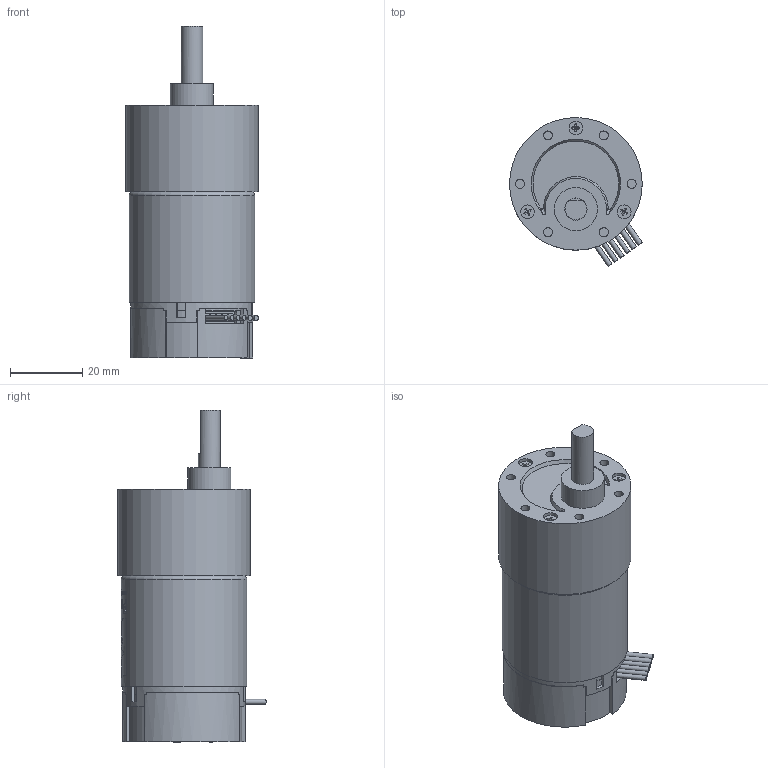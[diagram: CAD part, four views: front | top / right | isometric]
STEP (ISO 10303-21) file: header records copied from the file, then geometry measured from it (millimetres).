
FILE_DESCRIPTION(/* description */ (''),/* implementation_level */ '2;1');
FILE_NAME(/* name */ 'Lab Motor.step',/* time_stamp */ '2018-09-09T16:44:06-04:00',/* author */ ('Xaveagle'),/* organization */ (''),/* preprocessor_version */ 'ST-DEVELOPER v17.2',/* originating_system */ 'Autodesk Translation Framework v7.6.0.251',/* authorisation */ '');
FILE_SCHEMA (('AUTOMOTIVE_DESIGN { 1 0 10303 214 3 1 1 }'));
Length unit declared in the file: millimetre
Products named in the file (1): 37d-gearmotor-50-70-encoder
Bounding box: 36.88 x 41.23 x 92.1 mm (x, y, z)
Volume: 60567.7 mm3; surface area: 17915.7 mm2
Topology: 1 solids, 1 shells, 603 faces, 1581 edges, 1036 vertices
Faces by surface type: plane 387, bspline 124, cylinder 89, cone 2, torus 1
Full cylindrical faces by diameter (mm): 1.3 x4, 1.5 x2, 1.9 x2, 2.5 x6, 3.5 x6, 3.8 x3, 5.5 x2, 6 x1, 6.2 x1, 7.8 x1, 8 x1, 10 x1, 12 x1, 18 x1, 26.8 x1, 29 x1, 33.4 x1, 34 x1, 34.8 x1, 36.8 x1
Entity records: 32466 total; most frequent: CARTESIAN_POINT 17241, ORIENTED_EDGE 3162, DIRECTION 2734, EDGE_CURVE 1581, VERTEX_POINT 1036, LINE 980, VECTOR 980, AXIS2_PLACEMENT_3D 877
